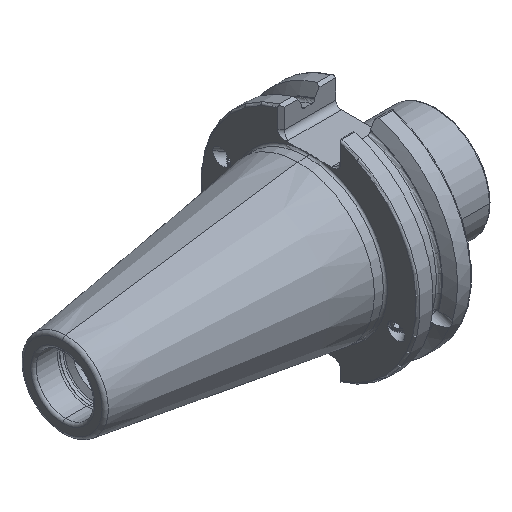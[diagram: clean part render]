
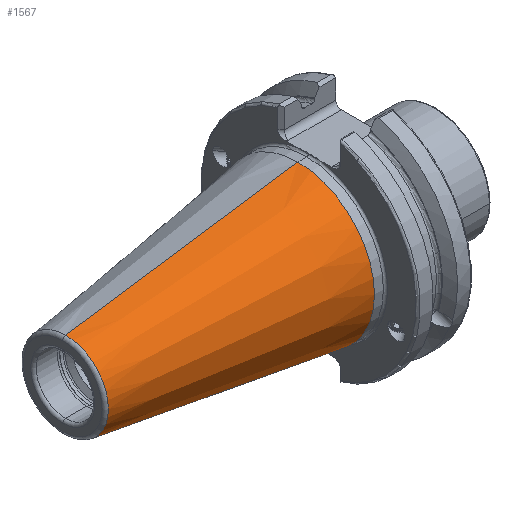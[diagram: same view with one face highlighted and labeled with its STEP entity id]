
A CAD part, isometric view. The second image highlights one B-rep face of the part: STEP entity #1567.
In plain terms, the highlighted conical face has half-angle 8.297 degrees and reference radius 22.225 mm.
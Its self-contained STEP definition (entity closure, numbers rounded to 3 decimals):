
#285 = VERTEX_POINT ( 'NONE', #3271 ) ;
#440 = CIRCLE ( 'NONE', #3525, 22.225 ) ;
#586 = CARTESIAN_POINT ( 'NONE',  ( -67.394, 0., 12.397 ) ) ;
#1063 = CIRCLE ( 'NONE', #7083, 12.397 ) ;
#1305 = ORIENTED_EDGE ( 'NONE', *, *, #2831, .F. ) ;
#1467 = VERTEX_POINT ( 'NONE', #1654 ) ;
#1567 = ADVANCED_FACE ( 'NONE', ( #4150 ), #3914, .T. ) ;
#1649 = DIRECTION ( 'NONE',  ( 0.99, 0., 0.144 ) ) ;
#1654 = CARTESIAN_POINT ( 'NONE',  ( -67.394, 0., -12.397 ) ) ;
#2018 = VECTOR ( 'NONE', #1649, 1000. ) ;
#2260 = DIRECTION ( 'NONE',  ( -1., 0., 0. ) ) ;
#2643 = LINE ( 'NONE', #3338, #2018 ) ;
#2720 = DIRECTION ( 'NONE',  ( 0.99, 0., -0.144 ) ) ;
#2831 = EDGE_CURVE ( 'NONE', #7472, #285, #2643, .T. ) ;
#3169 = DIRECTION ( 'NONE',  ( 0., 0., -1. ) ) ;
#3205 = CARTESIAN_POINT ( 'NONE',  ( 0., 0., 0. ) ) ;
#3271 = CARTESIAN_POINT ( 'NONE',  ( 0., 0., 22.225 ) ) ;
#3338 = CARTESIAN_POINT ( 'NONE',  ( 0., 0., 22.225 ) ) ;
#3415 = EDGE_LOOP ( 'NONE', ( #1305, #5383, #5431, #7161 ) ) ;
#3442 = DIRECTION ( 'NONE',  ( 1., 0., 0. ) ) ;
#3525 = AXIS2_PLACEMENT_3D ( 'NONE', #3803, #8177, #4461 ) ;
#3803 = CARTESIAN_POINT ( 'NONE',  ( 0., 0., 0. ) ) ;
#3914 = CONICAL_SURFACE ( 'NONE', #6991, 22.225, 0.145 ) ;
#4150 = FACE_OUTER_BOUND ( 'NONE', #3415, .T. ) ;
#4461 = DIRECTION ( 'NONE',  ( 0., 0., 1. ) ) ;
#4726 = LINE ( 'NONE', #5959, #7840 ) ;
#5383 = ORIENTED_EDGE ( 'NONE', *, *, #6656, .F. ) ;
#5431 = ORIENTED_EDGE ( 'NONE', *, *, #6971, .T. ) ;
#5959 = CARTESIAN_POINT ( 'NONE',  ( 0., 0., -22.225 ) ) ;
#6145 = CARTESIAN_POINT ( 'NONE',  ( -67.394, 0., 0. ) ) ;
#6641 = CARTESIAN_POINT ( 'NONE',  ( 0., 0., -22.225 ) ) ;
#6656 = EDGE_CURVE ( 'NONE', #1467, #7472, #1063, .T. ) ;
#6770 = DIRECTION ( 'NONE',  ( 0., 0., 1. ) ) ;
#6804 = EDGE_CURVE ( 'NONE', #7041, #285, #440, .T. ) ;
#6971 = EDGE_CURVE ( 'NONE', #1467, #7041, #4726, .T. ) ;
#6991 = AXIS2_PLACEMENT_3D ( 'NONE', #3205, #3442, #3169 ) ;
#7041 = VERTEX_POINT ( 'NONE', #6641 ) ;
#7083 = AXIS2_PLACEMENT_3D ( 'NONE', #6145, #2260, #6770 ) ;
#7161 = ORIENTED_EDGE ( 'NONE', *, *, #6804, .T. ) ;
#7472 = VERTEX_POINT ( 'NONE', #586 ) ;
#7840 = VECTOR ( 'NONE', #2720, 1000. ) ;
#8177 = DIRECTION ( 'NONE',  ( -1., 0., 0. ) ) ;
